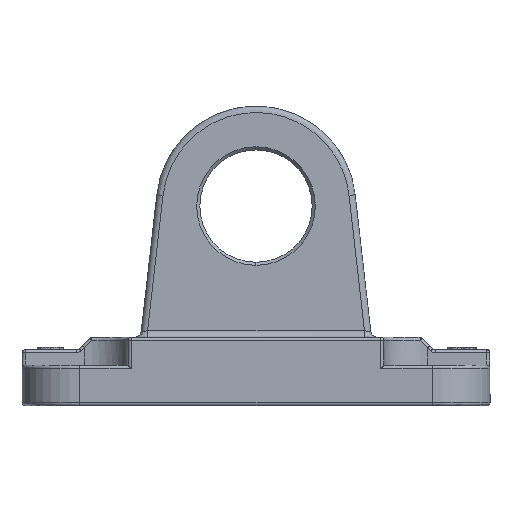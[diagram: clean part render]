
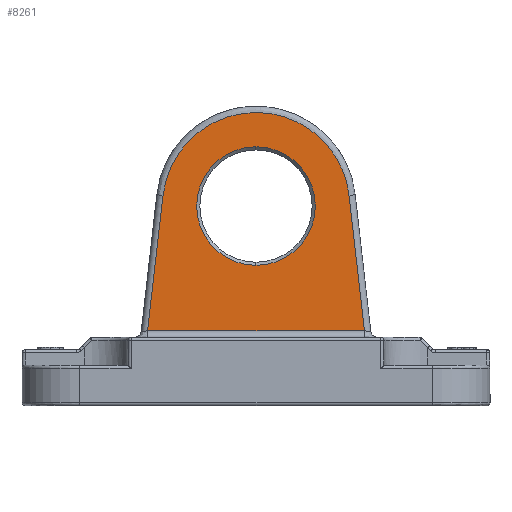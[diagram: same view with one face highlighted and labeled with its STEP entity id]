
A CAD part, left-side view. The second image highlights one B-rep face of the part: STEP entity #8261.
In plain terms, the highlighted planar face has unit normal (-1, 0, 0).
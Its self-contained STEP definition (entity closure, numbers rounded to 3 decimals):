
#505 = CARTESIAN_POINT ( 'NONE',  ( -35., 0., 22.5 ) ) ;
#603 = CARTESIAN_POINT ( 'NONE',  ( -35., -12.149, 57.841 ) ) ;
#979 = VERTEX_POINT ( 'NONE', #9190 ) ;
#1097 = EDGE_CURVE ( 'NONE', #1887, #10613, #10401, .T. ) ;
#1477 = VERTEX_POINT ( 'NONE', #8325 ) ;
#1654 = CIRCLE ( 'NONE', #3881, 9.5 ) ;
#1662 = FACE_BOUND ( 'NONE', #6607, .T. ) ;
#1887 = VERTEX_POINT ( 'NONE', #505 ) ;
#3122 = ORIENTED_EDGE ( 'NONE', *, *, #4336, .F. ) ;
#3159 = CARTESIAN_POINT ( 'NONE',  ( -35., 14.903, 33.701 ) ) ;
#3232 = CARTESIAN_POINT ( 'NONE',  ( -35., 17.379, 12. ) ) ;
#3454 = ORIENTED_EDGE ( 'NONE', *, *, #7873, .F. ) ;
#3881 = AXIS2_PLACEMENT_3D ( 'NONE', #6890, #5819, #5729 ) ;
#3964 = DIRECTION ( 'NONE',  ( 0., -0.113, 0.994 ) ) ;
#4103 = CARTESIAN_POINT ( 'NONE',  ( -35., -14.903, 33.701 ) ) ;
#4154 = ORIENTED_EDGE ( 'NONE', *, *, #8466, .F. ) ;
#4272 = DIRECTION ( 'NONE',  ( 0., -0.113, -0.994 ) ) ;
#4336 = EDGE_CURVE ( 'NONE', #5442, #7426, #9810, .T. ) ;
#4568 = ORIENTED_EDGE ( 'NONE', *, *, #1097, .F. ) ;
#4710 = AXIS2_PLACEMENT_3D ( 'NONE', #10895, #6489, #5571 ) ;
#5203 = EDGE_CURVE ( 'NONE', #1477, #979, #11146, .T. ) ;
#5442 = VERTEX_POINT ( 'NONE', #9726 ) ;
#5571 = DIRECTION ( 'NONE',  ( 0., 0., 1. ) ) ;
#5729 = DIRECTION ( 'NONE',  ( 0., 0., 1. ) ) ;
#5777 = CARTESIAN_POINT ( 'NONE',  ( -35., 12.149, 57.841 ) ) ;
#5819 = DIRECTION ( 'NONE',  ( -1., 0., 0. ) ) ;
#5824 = EDGE_CURVE ( 'NONE', #1477, #5442, #8248, .T. ) ;
#6003 = VECTOR ( 'NONE', #4272, 1000. ) ;
#6489 = DIRECTION ( 'NONE',  ( -1., 0., 0. ) ) ;
#6607 = EDGE_LOOP ( 'NONE', ( #4154, #4568 ) ) ;
#6663 = CARTESIAN_POINT ( 'NONE',  ( -35., -14.903, 33.701 ) ) ;
#6729 = AXIS2_PLACEMENT_3D ( 'NONE', #8062, #9875, #8999 ) ;
#6890 = CARTESIAN_POINT ( 'NONE',  ( -35., 0., 32. ) ) ;
#6895 = CARTESIAN_POINT ( 'NONE',  ( -35., -14.903, 33.701 ) ) ;
#7426 = VERTEX_POINT ( 'NONE', #4103 ) ;
#7836 = ORIENTED_EDGE ( 'NONE', *, *, #5824, .F. ) ;
#7873 = EDGE_CURVE ( 'NONE', #7426, #979, #8339, .T. ) ;
#8059 = CARTESIAN_POINT ( 'NONE',  ( -35., 0., 41.5 ) ) ;
#8062 = CARTESIAN_POINT ( 'NONE',  ( -35., 0., 26.206 ) ) ;
#8248 = LINE ( 'NONE', #3232, #10311 ) ;
#8261 = ADVANCED_FACE ( 'NONE', ( #1662, #10809 ), #10738, .F. ) ;
#8325 = CARTESIAN_POINT ( 'NONE',  ( -35., 17.379, 12. ) ) ;
#8339 = LINE ( 'NONE', #6895, #6003 ) ;
#8466 = EDGE_CURVE ( 'NONE', #10613, #1887, #1654, .T. ) ;
#8537 = VECTOR ( 'NONE', #9011, 1000. ) ;
#8999 = DIRECTION ( 'NONE',  ( 0., 0., -1. ) ) ;
#9011 = DIRECTION ( 'NONE',  ( 0., -1., 0. ) ) ;
#9108 = EDGE_LOOP ( 'NONE', ( #3454, #3122, #7836, #9941 ) ) ;
#9190 = CARTESIAN_POINT ( 'NONE',  ( -35., -17.379, 12. ) ) ;
#9726 = CARTESIAN_POINT ( 'NONE',  ( -35., 14.903, 33.701 ) ) ;
#9810 =( BOUNDED_CURVE ( )  B_SPLINE_CURVE ( 3, ( #3159, #5777, #603, #6663 ),
 .UNSPECIFIED., .F., .T. ) 
 B_SPLINE_CURVE_WITH_KNOTS ( ( 4, 4 ),
 ( 0., 1. ),
 .UNSPECIFIED. ) 
 CURVE ( )  GEOMETRIC_REPRESENTATION_ITEM ( )  RATIONAL_B_SPLINE_CURVE ( ( 1., 0.409, 0.409, 1. ) ) 
 REPRESENTATION_ITEM ( '' )  );
#9875 = DIRECTION ( 'NONE',  ( 1., 0., 0. ) ) ;
#9929 = CARTESIAN_POINT ( 'NONE',  ( -35., 0., 12. ) ) ;
#9941 = ORIENTED_EDGE ( 'NONE', *, *, #5203, .T. ) ;
#10311 = VECTOR ( 'NONE', #3964, 1000. ) ;
#10401 = CIRCLE ( 'NONE', #4710, 9.5 ) ;
#10613 = VERTEX_POINT ( 'NONE', #8059 ) ;
#10738 = PLANE ( 'NONE',  #6729 ) ;
#10809 = FACE_OUTER_BOUND ( 'NONE', #9108, .T. ) ;
#10895 = CARTESIAN_POINT ( 'NONE',  ( -35., 0., 32. ) ) ;
#11146 = LINE ( 'NONE', #9929, #8537 ) ;
